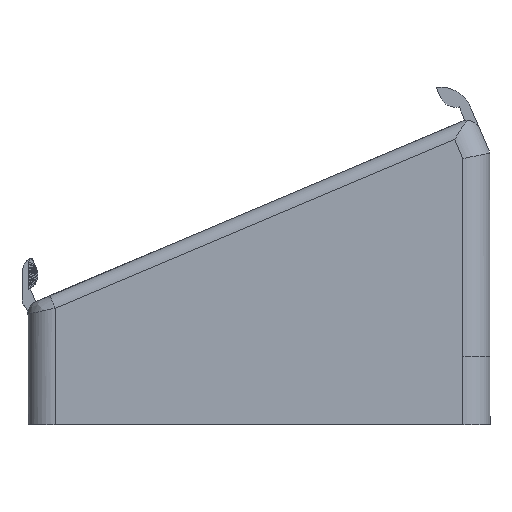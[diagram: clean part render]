
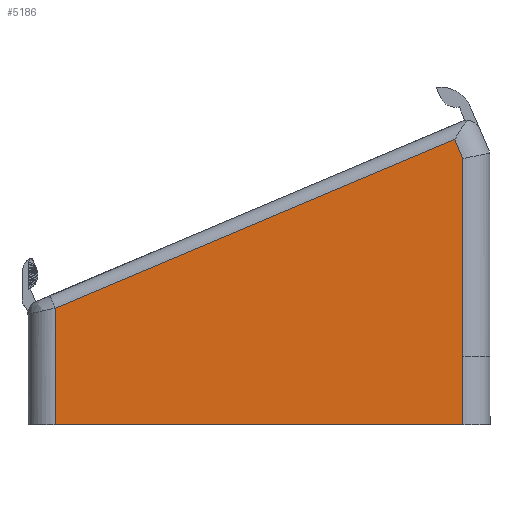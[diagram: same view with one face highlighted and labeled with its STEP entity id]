
A CAD part, left-side view. The second image highlights one B-rep face of the part: STEP entity #5186.
In plain terms, the highlighted planar face has unit normal (-1, 0, 0).
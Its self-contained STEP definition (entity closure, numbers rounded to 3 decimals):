
#67=PLANE('',#5604);
#288=LINE('',#9475,#821);
#299=LINE('',#9510,#832);
#331=LINE('',#9606,#864);
#332=LINE('',#9610,#865);
#333=LINE('',#9612,#866);
#334=LINE('',#9613,#867);
#821=VECTOR('',#6179,10.);
#832=VECTOR('',#6208,10.);
#864=VECTOR('',#6302,10.);
#865=VECTOR('',#6307,10.);
#866=VECTOR('',#6308,10.);
#867=VECTOR('',#6309,10.);
#1448=FACE_OUTER_BOUND('',#1759,.T.);
#1759=EDGE_LOOP('',(#3894,#3895,#3896,#3897,#3898,#3899));
#2361=VERTEX_POINT('',#9472);
#2362=VERTEX_POINT('',#9474);
#2377=VERTEX_POINT('',#9508);
#2406=VERTEX_POINT('',#9605);
#2407=VERTEX_POINT('',#9609);
#2408=VERTEX_POINT('',#9611);
#2903=EDGE_CURVE('',#2362,#2361,#288,.T.);
#2922=EDGE_CURVE('',#2377,#2361,#299,.T.);
#2969=EDGE_CURVE('',#2406,#2362,#331,.T.);
#2971=EDGE_CURVE('',#2407,#2377,#332,.T.);
#2972=EDGE_CURVE('',#2408,#2407,#333,.T.);
#2973=EDGE_CURVE('',#2406,#2408,#334,.T.);
#3894=ORIENTED_EDGE('',*,*,#2903,.T.);
#3895=ORIENTED_EDGE('',*,*,#2922,.F.);
#3896=ORIENTED_EDGE('',*,*,#2971,.F.);
#3897=ORIENTED_EDGE('',*,*,#2972,.F.);
#3898=ORIENTED_EDGE('',*,*,#2973,.F.);
#3899=ORIENTED_EDGE('',*,*,#2969,.T.);
#5186=ADVANCED_FACE('',(#1448),#67,.T.);
#5604=AXIS2_PLACEMENT_3D('',#9608,#6305,#6306);
#6179=DIRECTION('',(0.,-0.921,-0.391));
#6208=DIRECTION('',(0.,0.391,-0.921));
#6302=DIRECTION('',(0.,0.391,-0.921));
#6305=DIRECTION('center_axis',(-1.,0.,0.));
#6306=DIRECTION('ref_axis',(0.,-0.921,-0.391));
#6307=DIRECTION('',(0.,0.391,-0.921));
#6308=DIRECTION('',(0.,0.,-1.));
#6309=DIRECTION('',(0.,-1.,-0.001));
#9472=CARTESIAN_POINT('',(-15.,23.961,-54.148));
#9474=CARTESIAN_POINT('',(-15.,78.992,-30.789));
#9475=CARTESIAN_POINT('',(-15.,63.258,-37.468));
#9508=CARTESIAN_POINT('',(-15.,20.054,-44.943));
#9510=CARTESIAN_POINT('',(-15.,20.054,-44.943));
#9605=CARTESIAN_POINT('',(-15.,72.313,-15.054));
#9606=CARTESIAN_POINT('',(-15.,75.085,-21.584));
#9608=CARTESIAN_POINT('Origin',(-15.,72.322,-22.756));
#9609=CARTESIAN_POINT('',(-15.,8.702,-18.198));
#9610=CARTESIAN_POINT('',(-15.,18.882,-42.181));
#9611=CARTESIAN_POINT('',(-15.,8.702,-15.135));
#9612=CARTESIAN_POINT('',(-15.,8.702,-19.878));
#9613=CARTESIAN_POINT('',(-15.,73.356,-15.053));
